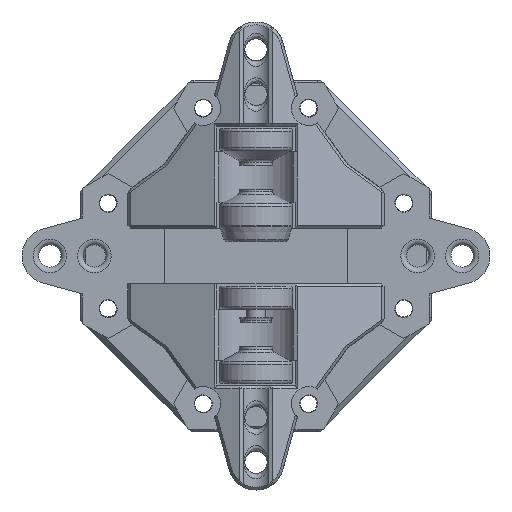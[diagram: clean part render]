
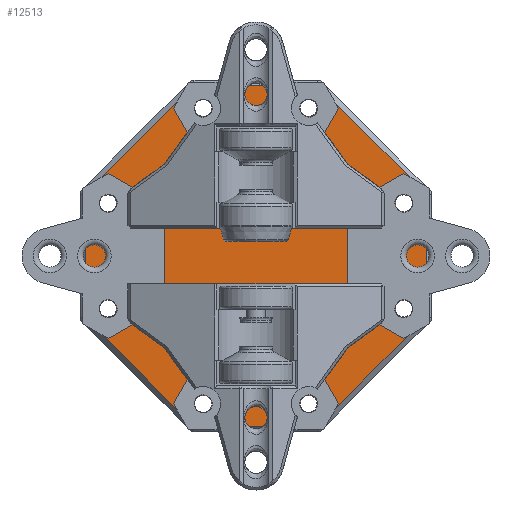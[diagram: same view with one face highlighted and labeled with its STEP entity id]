
A CAD part, front view. The second image highlights one B-rep face of the part: STEP entity #12513.
In plain terms, the highlighted planar face has unit normal (0, -1, 0).
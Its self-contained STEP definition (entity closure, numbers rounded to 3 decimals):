
#637=FACE_BOUND('',#2356,.T.);
#638=FACE_BOUND('',#2357,.T.);
#639=FACE_BOUND('',#2358,.T.);
#640=FACE_BOUND('',#2359,.T.);
#641=FACE_BOUND('',#2360,.T.);
#642=FACE_BOUND('',#2361,.T.);
#643=FACE_BOUND('',#2362,.T.);
#644=FACE_BOUND('',#2363,.T.);
#919=PLANE('',#13737);
#1554=FACE_OUTER_BOUND('',#2355,.T.);
#2355=EDGE_LOOP('',(#10946,#10947,#10948,#10949,#10950,#10951,#10952,#10953));
#2356=EDGE_LOOP('',(#10954));
#2357=EDGE_LOOP('',(#10955));
#2358=EDGE_LOOP('',(#10956));
#2359=EDGE_LOOP('',(#10957));
#2360=EDGE_LOOP('',(#10958));
#2361=EDGE_LOOP('',(#10959));
#2362=EDGE_LOOP('',(#10960));
#2363=EDGE_LOOP('',(#10961));
#3268=LINE('',#26424,#4236);
#3272=LINE('',#26432,#4240);
#3276=LINE('',#26440,#4244);
#3280=LINE('',#26448,#4248);
#3284=LINE('',#26458,#4252);
#3288=LINE('',#26468,#4256);
#3292=LINE('',#26478,#4260);
#3296=LINE('',#26487,#4264);
#4236=VECTOR('',#16634,10.);
#4240=VECTOR('',#16640,10.);
#4244=VECTOR('',#16646,10.);
#4248=VECTOR('',#16652,10.);
#4252=VECTOR('',#16662,10.);
#4256=VECTOR('',#16672,10.);
#4260=VECTOR('',#16682,10.);
#4264=VECTOR('',#16692,10.);
#5011=CIRCLE('',#13738,1.5);
#5012=CIRCLE('',#13739,1.5);
#5013=CIRCLE('',#13740,1.5);
#5014=CIRCLE('',#13741,1.5);
#5015=CIRCLE('',#13742,1.5);
#5016=CIRCLE('',#13743,1.5);
#5017=CIRCLE('',#13744,1.5);
#5018=CIRCLE('',#13745,1.5);
#6006=VERTEX_POINT('',#26418);
#6008=VERTEX_POINT('',#26422);
#6011=VERTEX_POINT('',#26430);
#6013=VERTEX_POINT('',#26435);
#6016=VERTEX_POINT('',#26443);
#6019=VERTEX_POINT('',#26453);
#6022=VERTEX_POINT('',#26463);
#6025=VERTEX_POINT('',#26473);
#6038=VERTEX_POINT('',#26531);
#6039=VERTEX_POINT('',#26533);
#6040=VERTEX_POINT('',#26535);
#6041=VERTEX_POINT('',#26537);
#6042=VERTEX_POINT('',#26539);
#6043=VERTEX_POINT('',#26541);
#6044=VERTEX_POINT('',#26543);
#6045=VERTEX_POINT('',#26545);
#7651=EDGE_CURVE('',#6006,#6008,#3268,.T.);
#7655=EDGE_CURVE('',#6008,#6011,#3272,.T.);
#7659=EDGE_CURVE('',#6013,#6006,#3276,.T.);
#7663=EDGE_CURVE('',#6016,#6013,#3280,.T.);
#7668=EDGE_CURVE('',#6019,#6016,#3284,.T.);
#7673=EDGE_CURVE('',#6022,#6019,#3288,.T.);
#7678=EDGE_CURVE('',#6025,#6022,#3292,.T.);
#7683=EDGE_CURVE('',#6011,#6025,#3296,.T.);
#7705=EDGE_CURVE('',#6038,#6038,#5011,.T.);
#7706=EDGE_CURVE('',#6039,#6039,#5012,.T.);
#7707=EDGE_CURVE('',#6040,#6040,#5013,.T.);
#7708=EDGE_CURVE('',#6041,#6041,#5014,.T.);
#7709=EDGE_CURVE('',#6042,#6042,#5015,.T.);
#7710=EDGE_CURVE('',#6043,#6043,#5016,.T.);
#7711=EDGE_CURVE('',#6044,#6044,#5017,.T.);
#7712=EDGE_CURVE('',#6045,#6045,#5018,.T.);
#10946=ORIENTED_EDGE('',*,*,#7651,.T.);
#10947=ORIENTED_EDGE('',*,*,#7655,.T.);
#10948=ORIENTED_EDGE('',*,*,#7683,.T.);
#10949=ORIENTED_EDGE('',*,*,#7678,.T.);
#10950=ORIENTED_EDGE('',*,*,#7673,.T.);
#10951=ORIENTED_EDGE('',*,*,#7668,.T.);
#10952=ORIENTED_EDGE('',*,*,#7663,.T.);
#10953=ORIENTED_EDGE('',*,*,#7659,.T.);
#10954=ORIENTED_EDGE('',*,*,#7705,.F.);
#10955=ORIENTED_EDGE('',*,*,#7706,.F.);
#10956=ORIENTED_EDGE('',*,*,#7707,.F.);
#10957=ORIENTED_EDGE('',*,*,#7708,.F.);
#10958=ORIENTED_EDGE('',*,*,#7709,.F.);
#10959=ORIENTED_EDGE('',*,*,#7710,.F.);
#10960=ORIENTED_EDGE('',*,*,#7711,.F.);
#10961=ORIENTED_EDGE('',*,*,#7712,.F.);
#12513=ADVANCED_FACE('',(#1554,#637,#638,#639,#640,#641,#642,#643,#644),
#919,.T.);
#13737=AXIS2_PLACEMENT_3D('',#26530,#16746,#16747);
#13738=AXIS2_PLACEMENT_3D('',#26532,#16748,#16749);
#13739=AXIS2_PLACEMENT_3D('',#26534,#16750,#16751);
#13740=AXIS2_PLACEMENT_3D('',#26536,#16752,#16753);
#13741=AXIS2_PLACEMENT_3D('',#26538,#16754,#16755);
#13742=AXIS2_PLACEMENT_3D('',#26540,#16756,#16757);
#13743=AXIS2_PLACEMENT_3D('',#26542,#16758,#16759);
#13744=AXIS2_PLACEMENT_3D('',#26544,#16760,#16761);
#13745=AXIS2_PLACEMENT_3D('',#26546,#16762,#16763);
#16634=DIRECTION('',(0.707,0.,0.707));
#16640=DIRECTION('',(0.,0.,1.));
#16646=DIRECTION('',(1.,0.,0.));
#16652=DIRECTION('',(0.707,0.,-0.707));
#16662=DIRECTION('',(0.,0.,-1.));
#16672=DIRECTION('',(-0.707,0.,-0.707));
#16682=DIRECTION('',(-1.,0.,0.));
#16692=DIRECTION('',(-0.707,0.,0.707));
#16746=DIRECTION('center_axis',(0.,-1.,0.));
#16747=DIRECTION('ref_axis',(0.,0.,-1.));
#16748=DIRECTION('center_axis',(0.,-1.,0.));
#16749=DIRECTION('ref_axis',(-1.,0.,0.));
#16750=DIRECTION('center_axis',(0.,-1.,0.));
#16751=DIRECTION('ref_axis',(-1.,0.,0.));
#16752=DIRECTION('center_axis',(0.,-1.,0.));
#16753=DIRECTION('ref_axis',(-1.,0.,0.));
#16754=DIRECTION('center_axis',(0.,-1.,0.));
#16755=DIRECTION('ref_axis',(-1.,0.,0.));
#16756=DIRECTION('center_axis',(0.,-1.,0.));
#16757=DIRECTION('ref_axis',(-1.,0.,0.));
#16758=DIRECTION('center_axis',(0.,-1.,0.));
#16759=DIRECTION('ref_axis',(-1.,0.,0.));
#16760=DIRECTION('center_axis',(0.,-1.,0.));
#16761=DIRECTION('ref_axis',(-1.,0.,0.));
#16762=DIRECTION('center_axis',(0.,-1.,0.));
#16763=DIRECTION('ref_axis',(-1.,0.,0.));
#26418=CARTESIAN_POINT('',(11.115,-115.,-30.54));
#26422=CARTESIAN_POINT('',(30.54,-115.,-11.115));
#26424=CARTESIAN_POINT('',(25.728,-115.,-15.927));
#26430=CARTESIAN_POINT('',(30.54,-115.,11.115));
#26432=CARTESIAN_POINT('',(30.54,-115.,5.265));
#26435=CARTESIAN_POINT('',(-11.115,-115.,-30.54));
#26440=CARTESIAN_POINT('',(6.061,-115.,-30.54));
#26443=CARTESIAN_POINT('',(-30.54,-115.,-11.115));
#26448=CARTESIAN_POINT('',(-15.427,-115.,-26.228));
#26453=CARTESIAN_POINT('',(-30.54,-115.,11.115));
#26458=CARTESIAN_POINT('',(-30.54,-115.,-6.265));
#26463=CARTESIAN_POINT('',(-11.115,-115.,30.54));
#26468=CARTESIAN_POINT('',(-25.932,-115.,15.723));
#26473=CARTESIAN_POINT('',(11.115,-115.,30.54));
#26478=CARTESIAN_POINT('',(-5.469,-115.,30.54));
#26487=CARTESIAN_POINT('',(16.223,-115.,25.432));
#26530=CARTESIAN_POINT('Origin',(0.592,-115.,-1.));
#26531=CARTESIAN_POINT('',(10.959,-115.,26.54));
#26532=CARTESIAN_POINT('Origin',(9.459,-115.,26.54));
#26533=CARTESIAN_POINT('',(-25.04,-115.,9.459));
#26534=CARTESIAN_POINT('Origin',(-26.54,-115.,9.459));
#26535=CARTESIAN_POINT('',(10.959,-115.,-26.54));
#26536=CARTESIAN_POINT('Origin',(9.459,-115.,-26.54));
#26537=CARTESIAN_POINT('',(-7.958,-115.,26.54));
#26538=CARTESIAN_POINT('Origin',(-9.458,-115.,26.54));
#26539=CARTESIAN_POINT('',(28.04,-115.,-9.459));
#26540=CARTESIAN_POINT('Origin',(26.54,-115.,-9.459));
#26541=CARTESIAN_POINT('',(-25.04,-115.,-9.458));
#26542=CARTESIAN_POINT('Origin',(-26.54,-115.,-9.458));
#26543=CARTESIAN_POINT('',(-7.958,-115.,-26.54));
#26544=CARTESIAN_POINT('Origin',(-9.459,-115.,-26.54));
#26545=CARTESIAN_POINT('',(28.04,-115.,9.459));
#26546=CARTESIAN_POINT('Origin',(26.54,-115.,9.459));
